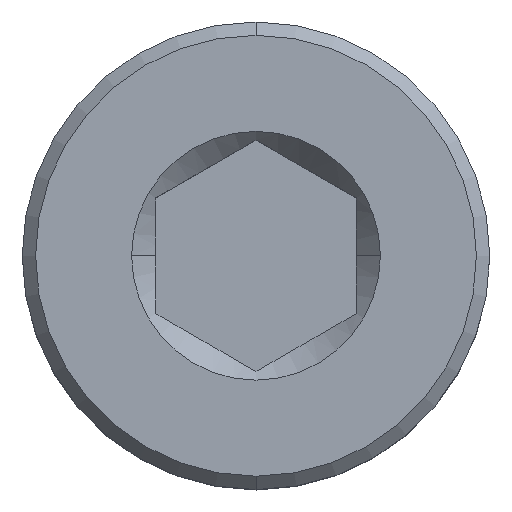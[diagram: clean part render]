
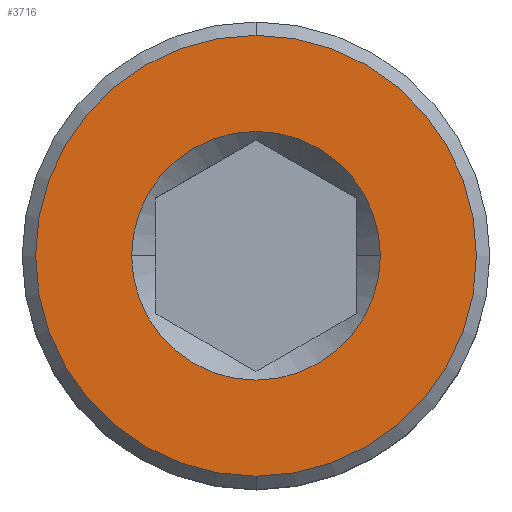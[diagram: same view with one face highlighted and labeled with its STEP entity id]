
A CAD part, top view. The second image highlights one B-rep face of the part: STEP entity #3716.
In plain terms, the highlighted planar face has unit normal (0, 0, 1).
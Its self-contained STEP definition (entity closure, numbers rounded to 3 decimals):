
#47 = ORIENTED_EDGE ( 'NONE', *, *, #5030, .F. ) ;
#308 = EDGE_CURVE ( 'NONE', #5966, #2226, #3339, .T. ) ;
#562 = CARTESIAN_POINT ( 'NONE',  ( -1.862, 0., 47. ) ) ;
#767 = DIRECTION ( 'NONE',  ( 0., 1., 0. ) ) ;
#830 = CARTESIAN_POINT ( 'NONE',  ( 0., 0., 47. ) ) ;
#866 = EDGE_CURVE ( 'NONE', #4413, #5457, #2109, .T. ) ;
#963 = DIRECTION ( 'NONE',  ( 0., 1., 0. ) ) ;
#1765 = FACE_BOUND ( 'NONE', #2550, .T. ) ;
#1807 = AXIS2_PLACEMENT_3D ( 'NONE', #3842, #2456, #4383 ) ;
#2109 = CIRCLE ( 'NONE', #1807, 1.862 ) ;
#2226 = VERTEX_POINT ( 'NONE', #5446 ) ;
#2382 = DIRECTION ( 'NONE',  ( 0., 0., 1. ) ) ;
#2456 = DIRECTION ( 'NONE',  ( 0., 0., 1. ) ) ;
#2550 = EDGE_LOOP ( 'NONE', ( #4068, #5501 ) ) ;
#2598 = AXIS2_PLACEMENT_3D ( 'NONE', #830, #6184, #767 ) ;
#2887 = CARTESIAN_POINT ( 'NONE',  ( 1.862, 0., 47. ) ) ;
#3339 = CIRCLE ( 'NONE', #3604, 3.3 ) ;
#3359 = CIRCLE ( 'NONE', #2598, 3.3 ) ;
#3431 = DIRECTION ( 'NONE',  ( 0., 0., -1. ) ) ;
#3506 = DIRECTION ( 'NONE',  ( 0., 0., 1. ) ) ;
#3604 = AXIS2_PLACEMENT_3D ( 'NONE', #3868, #3431, #963 ) ;
#3619 = AXIS2_PLACEMENT_3D ( 'NONE', #5920, #3506, #5879 ) ;
#3673 = CIRCLE ( 'NONE', #4267, 1.862 ) ;
#3716 = ADVANCED_FACE ( 'NONE', ( #1765, #3980 ), #4503, .T. ) ;
#3842 = CARTESIAN_POINT ( 'NONE',  ( 0., 0., 47. ) ) ;
#3868 = CARTESIAN_POINT ( 'NONE',  ( 0., 0., 47. ) ) ;
#3980 = FACE_OUTER_BOUND ( 'NONE', #5962, .T. ) ;
#4068 = ORIENTED_EDGE ( 'NONE', *, *, #866, .F. ) ;
#4267 = AXIS2_PLACEMENT_3D ( 'NONE', #5315, #2382, #5360 ) ;
#4276 = CARTESIAN_POINT ( 'NONE',  ( 0., 3.3, 47. ) ) ;
#4333 = EDGE_CURVE ( 'NONE', #5457, #4413, #3673, .T. ) ;
#4383 = DIRECTION ( 'NONE',  ( 1., 0., 0. ) ) ;
#4413 = VERTEX_POINT ( 'NONE', #2887 ) ;
#4503 = PLANE ( 'NONE',  #3619 ) ;
#4915 = ORIENTED_EDGE ( 'NONE', *, *, #308, .F. ) ;
#5030 = EDGE_CURVE ( 'NONE', #2226, #5966, #3359, .T. ) ;
#5315 = CARTESIAN_POINT ( 'NONE',  ( 0., 0., 47. ) ) ;
#5360 = DIRECTION ( 'NONE',  ( 1., 0., 0. ) ) ;
#5446 = CARTESIAN_POINT ( 'NONE',  ( 0., -3.3, 47. ) ) ;
#5457 = VERTEX_POINT ( 'NONE', #562 ) ;
#5501 = ORIENTED_EDGE ( 'NONE', *, *, #4333, .F. ) ;
#5879 = DIRECTION ( 'NONE',  ( 0., -1., 0. ) ) ;
#5920 = CARTESIAN_POINT ( 'NONE',  ( 0., 0., 47. ) ) ;
#5962 = EDGE_LOOP ( 'NONE', ( #4915, #47 ) ) ;
#5966 = VERTEX_POINT ( 'NONE', #4276 ) ;
#6184 = DIRECTION ( 'NONE',  ( 0., 0., -1. ) ) ;
